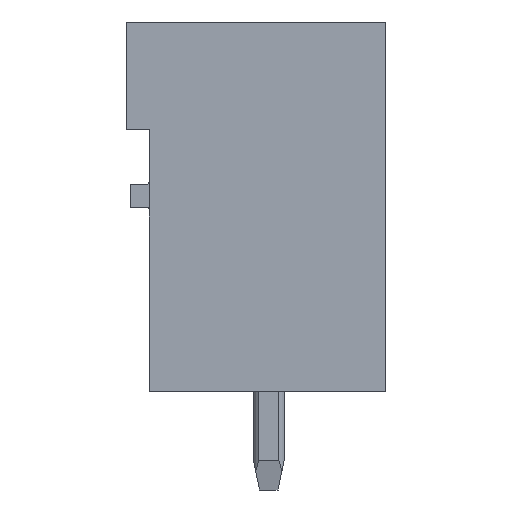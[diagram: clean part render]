
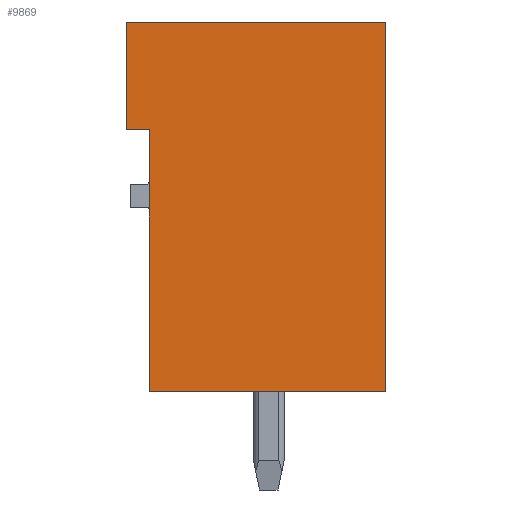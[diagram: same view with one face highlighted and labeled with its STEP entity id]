
A CAD part, left-side view. The second image highlights one B-rep face of the part: STEP entity #9869.
In plain terms, the highlighted planar face has unit normal (-1, 0, 0).
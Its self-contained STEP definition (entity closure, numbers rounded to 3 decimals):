
#9859=AXIS2_PLACEMENT_3D('Plane Axis2P3D',#9856,#9857,#9858) ;
#49=CARTESIAN_POINT('Vertex',(0.,0.,15.2)) ;
#52=CARTESIAN_POINT('Line Origine',(0.,0.,9.2)) ;
#56=CARTESIAN_POINT('Vertex',(0.,0.,3.2)) ;
#151=CARTESIAN_POINT('Vertex',(0.,8.43,15.2)) ;
#154=CARTESIAN_POINT('Line Origine',(0.,4.215,15.2)) ;
#1731=CARTESIAN_POINT('Vertex',(0.,8.43,11.7)) ;
#1734=CARTESIAN_POINT('Line Origine',(0.,8.43,13.45)) ;
#2356=CARTESIAN_POINT('Vertex',(0.,7.68,3.2)) ;
#2359=CARTESIAN_POINT('Line Origine',(0.,7.68,7.45)) ;
#2363=CARTESIAN_POINT('Vertex',(0.,7.68,11.7)) ;
#2776=CARTESIAN_POINT('Line Origine',(0.,3.84,3.2)) ;
#9804=CARTESIAN_POINT('Line Origine',(0.,8.055,11.7)) ;
#9856=CARTESIAN_POINT('Axis2P3D Location',(0.,0.,0.)) ;
#53=DIRECTION('Vector Direction',(0.,0.,-1.)) ;
#155=DIRECTION('Vector Direction',(0.,-1.,0.)) ;
#1735=DIRECTION('Vector Direction',(0.,0.,-1.)) ;
#2360=DIRECTION('Vector Direction',(0.,0.,-1.)) ;
#2777=DIRECTION('Vector Direction',(0.,1.,0.)) ;
#9805=DIRECTION('Vector Direction',(0.,-1.,0.)) ;
#9857=DIRECTION('Axis2P3D Direction',(-1.,0.,0.)) ;
#9858=DIRECTION('Axis2P3D XDirection',(0.,0.,1.)) ;
#54=VECTOR('Line Direction',#53,1.) ;
#156=VECTOR('Line Direction',#155,1.) ;
#1736=VECTOR('Line Direction',#1735,1.) ;
#2361=VECTOR('Line Direction',#2360,1.) ;
#2778=VECTOR('Line Direction',#2777,1.) ;
#9806=VECTOR('Line Direction',#9805,1.) ;
#9862=ORIENTED_EDGE('',*,*,#158,.T.) ;
#9863=ORIENTED_EDGE('',*,*,#1738,.T.) ;
#9864=ORIENTED_EDGE('',*,*,#9808,.T.) ;
#9865=ORIENTED_EDGE('',*,*,#2365,.T.) ;
#9866=ORIENTED_EDGE('',*,*,#2780,.T.) ;
#9867=ORIENTED_EDGE('',*,*,#58,.T.) ;
#9869=ADVANCED_FACE('HOUSING',(#9868),#9860,.T.) ;
#58=EDGE_CURVE('',#57,#50,#55,.F.) ;
#158=EDGE_CURVE('',#50,#152,#157,.F.) ;
#1738=EDGE_CURVE('',#152,#1732,#1737,.T.) ;
#2365=EDGE_CURVE('',#2364,#2357,#2362,.T.) ;
#2780=EDGE_CURVE('',#2357,#57,#2779,.F.) ;
#9808=EDGE_CURVE('',#1732,#2364,#9807,.T.) ;
#9861=EDGE_LOOP('',(#9862,#9863,#9864,#9865,#9866,#9867)) ;
#9868=FACE_OUTER_BOUND('',#9861,.T.) ;
#55=LINE('Line',#52,#54) ;
#157=LINE('Line',#154,#156) ;
#1737=LINE('Line',#1734,#1736) ;
#2362=LINE('Line',#2359,#2361) ;
#2779=LINE('Line',#2776,#2778) ;
#9807=LINE('Line',#9804,#9806) ;
#9860=PLANE('',#9859) ;
#50=VERTEX_POINT('',#49) ;
#57=VERTEX_POINT('',#56) ;
#152=VERTEX_POINT('',#151) ;
#1732=VERTEX_POINT('',#1731) ;
#2357=VERTEX_POINT('',#2356) ;
#2364=VERTEX_POINT('',#2363) ;
